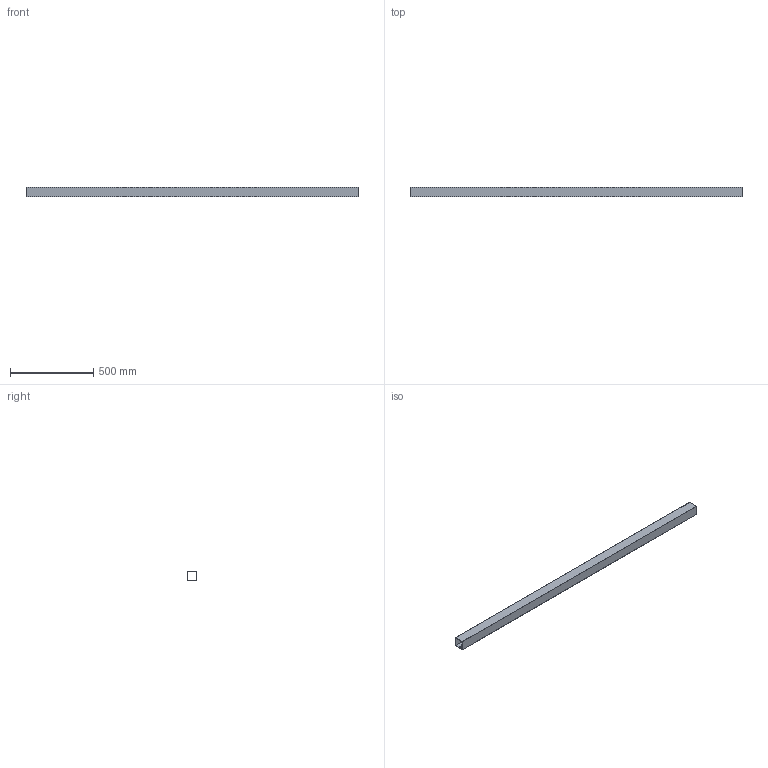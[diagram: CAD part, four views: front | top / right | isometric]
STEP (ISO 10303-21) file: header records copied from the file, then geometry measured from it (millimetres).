
FILE_DESCRIPTION(('Creo Elements/Direct Modeling STEP Export'),'2;1');
FILE_NAME('model.stp','2019-11-04T11:15:07',(''),(''),'Creo Elements/Direct Modeling STEP processor for AP214 (Solid Model)','Creo Elements/Direct Modeling 20.1A 29-Sep-2018 (C) Parametric Technology GmbH','');
FILE_SCHEMA(('AUTOMOTIVE_DESIGN { 1 0 10303 214 1 1 1 1 }'));
Length unit declared in the file: millimetre
Products named in the file (2): CD_60X60_WH-select
Assembly tree (1 placements, depth 2):
  CD_60X60_WH-select
    CD_60X60_WH-select
Bounding box: 2000 x 60 x 60 mm (x, y, z)
Volume: 695184.8 mm3; surface area: 931008.5 mm2
Topology: 1 solids, 1 shells, 330 faces, 984 edges, 656 vertices
Faces by surface type: plane 170, cylinder 160
Entity records: 14177 total; most frequent: CARTESIAN_POINT 1972, DIRECTION 1968, ORIENTED_EDGE 1968, EDGE_CURVE 984, VECTOR 664, LINE 664, VERTEX_POINT 656, AXIS2_PLACEMENT_3D 652
